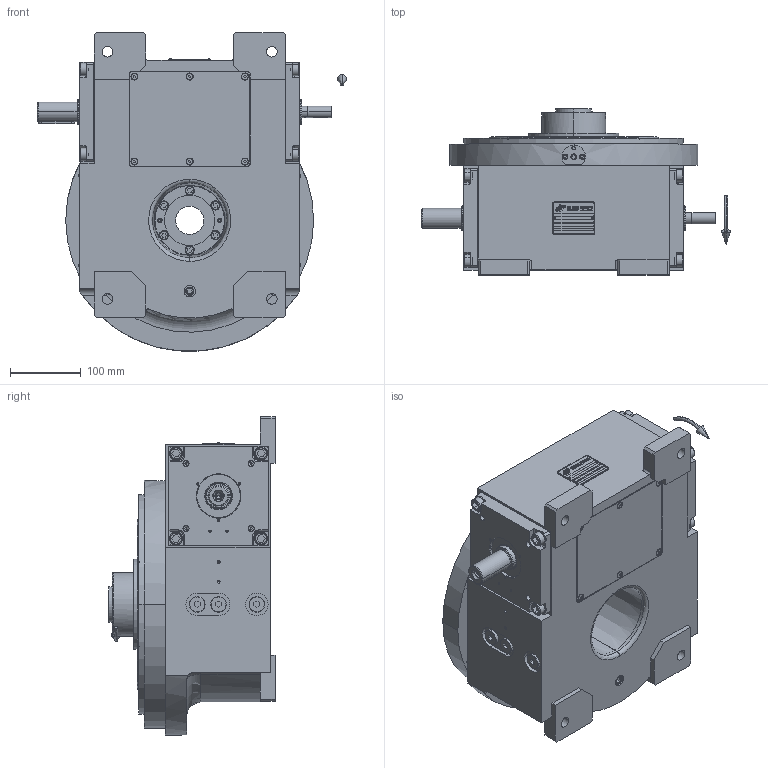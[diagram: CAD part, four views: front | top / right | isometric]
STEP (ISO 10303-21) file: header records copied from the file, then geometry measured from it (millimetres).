
FILE_DESCRIPTION (( 'STEP AP214' ), '1' );
FILE_NAME ('PC5200410.step', '2024-06-19T07:24:05', ( '' ), ( '' ), 'SwSTEP 2.0', 'SolidWorks 2020', '' );
FILE_SCHEMA (( 'AUTOMOTIVE_DESIGN' ));
Length unit declared in the file: millimetre
Products named in the file (86): freccia_angolare; cfn2000_01_126; cfn2000_01_081; CFN2356_03_053.stp; AS_rig09_004; cfn2003_01_054; cfn2070_05_009; cfn2128_04_002; AS_rig09_014; cfn2000_01_099; cfn2115_01_005; CFN2203_02_002.stp; rig09_001_a; cfn2104_01_018; RIG09_021_AF0.stp; cfn2128_19_002; cfn2115_02_057; CFN2155_01_195.stp; AS_rig09_016; CFN2000_01_185.stp; cfn2155_01_095; rig09_071_12_m_n_03.stp; olio_agip_blasia_150; CFN2010_01_020.stp; PC5200410; rig09_014; cfn2107_01_001; cfn2104_01_005; RIG09_005_S_001_ASM.stp; rig09_003_12; cfn2205_01_015; rig09_005_s_001; AS_cfn2476_01_002_60x46; CFN2223_02_004.stp; AS_rig09_002_bc; cfn2151_01_170; CFN2104_02_018.stp; rig09_004; cfn2276_01_056; 900_38_30_003 ...
Assembly tree (73 placements, depth 5):
  CFN2356_03_053.stp
  CFN2203_02_002.stp
  cfn2115_02_057
  olio_agip_blasia_150
  CFN2010_01_020.stp
Bounding box: 436.5 x 235 x 450 mm (x, y, z)
Volume: 5625307.6 mm3; surface area: 1300035.9 mm2
Topology: 64 solids, 64 shells, 2053 faces, 5050 edges, 3235 vertices
Faces by surface type: plane 1037, cylinder 667, cone 314, torus 29, sphere 4, bspline 2
Entity records: 65668 total; most frequent: CARTESIAN_POINT 14074, DIRECTION 10269, ORIENTED_EDGE 9764, EDGE_CURVE 4882, AXIS2_PLACEMENT_3D 3556, VERTEX_POINT 3174, LINE 3157, VECTOR 3157
